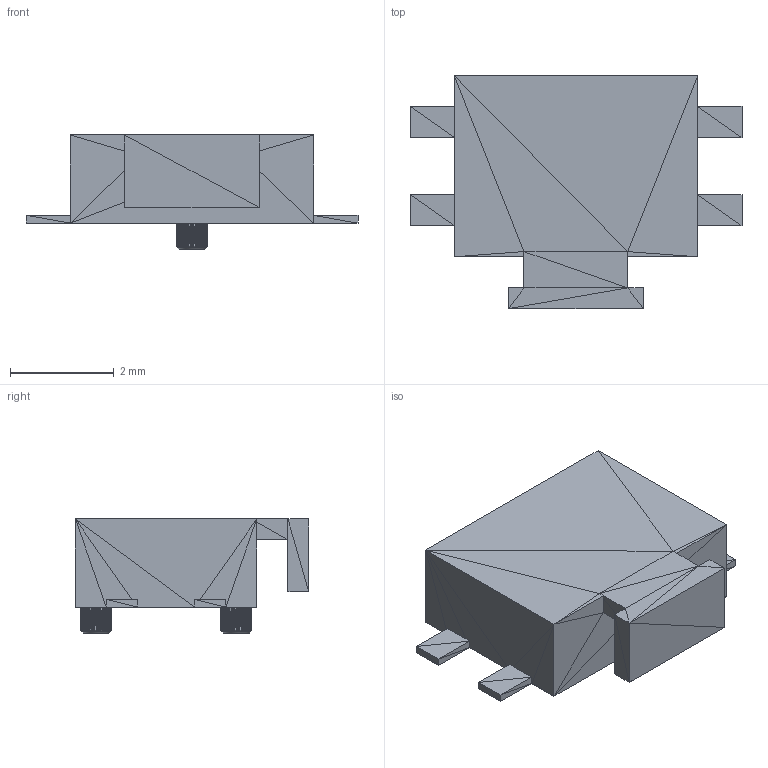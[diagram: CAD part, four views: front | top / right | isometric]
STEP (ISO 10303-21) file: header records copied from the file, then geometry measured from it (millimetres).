
FILE_DESCRIPTION(('FreeCAD Model'),'2;1');
FILE_NAME('Open CASCADE Shape Model','2021-05-03T13:29:41',('Author'),( ''),'Open CASCADE STEP processor 7.4','FreeCAD','Unknown');
FILE_SCHEMA(('AUTOMOTIVE_DESIGN { 1 0 10303 214 1 1 1 1 }'));
Length unit declared in the file: millimetre
Products named in the file (1): Fusion
Bounding box: 6.4 x 4.5 x 2.2 mm (x, y, z)
Volume: 30.5 mm3; surface area: 79.4 mm2
Topology: 1 solids, 1 shells, 856 faces, 1383 edges, 529 vertices
Faces by surface type: plane 856
Entity records: 39922 total; most frequent: CARTESIAN_POINT 6909, DIRECTION 4489, LINE 2775, VECTOR 2775, ORIENTED_EDGE 2766, PCURVE 2766, DEFINITIONAL_REPRESENTATION 2766, EDGE_CURVE 1383
